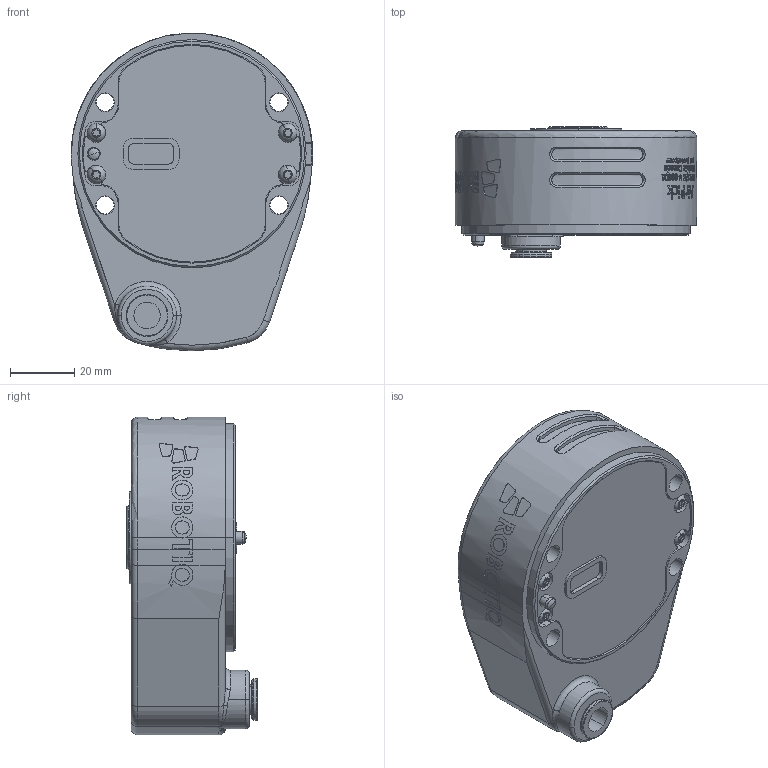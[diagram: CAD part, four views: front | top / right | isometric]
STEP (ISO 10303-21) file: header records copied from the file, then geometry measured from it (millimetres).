
FILE_DESCRIPTION (( 'STEP AP214' ), '1' );
FILE_NAME ('AirPick.STEP', '2019-04-29T15:41:06', ( '' ), ( '' ), 'SwSTEP 2.0', 'SolidWorks 2019', '' );
FILE_SCHEMA (( 'AUTOMOTIVE_DESIGN' ));
Length unit declared in the file: millimetre
Products named in the file (1): AirPick
Bounding box: 75 x 40.5 x 98.78 mm (x, y, z)
Volume: 177031 mm3; surface area: 28222.2 mm2
Topology: 1 solids, 2 shells, 1635 faces, 4387 edges, 2872 vertices
Faces by surface type: bspline 967, cylinder 378, plane 219, cone 38, torus 20, sphere 13
Entity records: 123908 total; most frequent: CARTESIAN_POINT 85852, ORIENTED_EDGE 8742, EDGE_CURVE 4371, B_SPLINE_CURVE_WITH_KNOTS 3194, DIRECTION 3176, VERTEX_POINT 2872, EDGE_LOOP 1779, ADVANCED_FACE 1635
